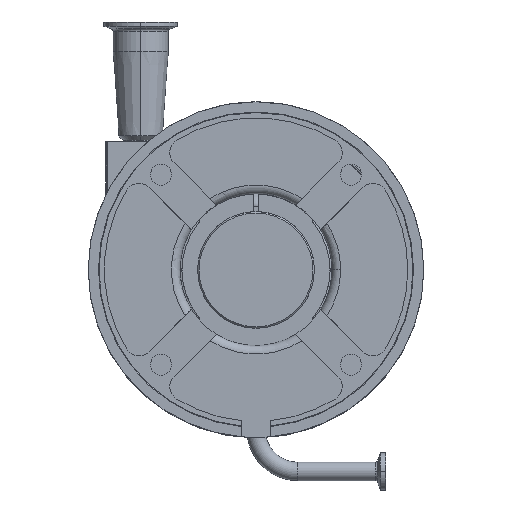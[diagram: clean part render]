
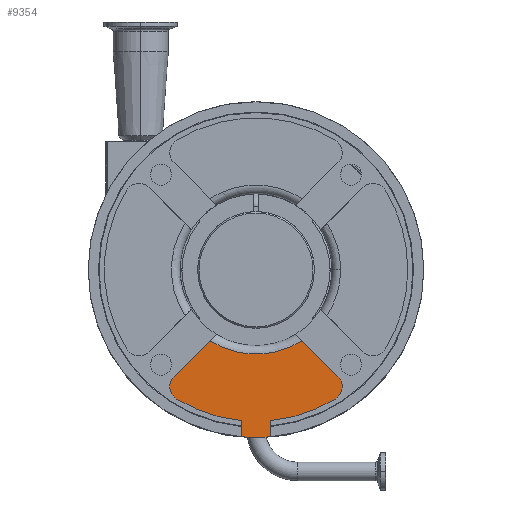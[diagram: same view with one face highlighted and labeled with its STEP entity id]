
A CAD part, top view. The second image highlights one B-rep face of the part: STEP entity #9354.
In plain terms, the highlighted planar face has unit normal (0, 0, 1).
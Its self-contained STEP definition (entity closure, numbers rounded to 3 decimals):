
#26 = EDGE_LOOP ( 'NONE', ( #3626, #8583, #10103, #3423, #1564, #4825, #7840, #3554, #8412, #8152, #1923 ) ) ;
#159 = CARTESIAN_POINT ( 'NONE',  ( 54.285, -88.708, -12. ) ) ;
#201 = VERTEX_POINT ( 'NONE', #8746 ) ;
#220 = PLANE ( 'NONE',  #2715 ) ;
#302 = CARTESIAN_POINT ( 'NONE',  ( 0., 0., -12. ) ) ;
#477 = DIRECTION ( 'NONE',  ( 1., 0., 0. ) ) ;
#514 = DIRECTION ( 'NONE',  ( -1., 0., 0. ) ) ;
#627 = CIRCLE ( 'NONE', #9339, 10. ) ;
#740 = CARTESIAN_POINT ( 'NONE',  ( 9.75, -103.542, -12. ) ) ;
#788 = CARTESIAN_POINT ( 'NONE',  ( 0., 0., -12. ) ) ;
#978 = CARTESIAN_POINT ( 'NONE',  ( -56.137, -73.107, -12. ) ) ;
#1157 = VERTEX_POINT ( 'NONE', #4742 ) ;
#1279 = CARTESIAN_POINT ( 'NONE',  ( -54.285, -88.708, -12. ) ) ;
#1463 = AXIS2_PLACEMENT_3D ( 'NONE', #10693, #7060, #9820 ) ;
#1564 = ORIENTED_EDGE ( 'NONE', *, *, #9118, .T. ) ;
#1573 = DIRECTION ( 'NONE',  ( 1., 0., 0. ) ) ;
#1646 = DIRECTION ( 'NONE',  ( 1., 0., 0. ) ) ;
#1777 = FACE_OUTER_BOUND ( 'NONE', #26, .T. ) ;
#1923 = ORIENTED_EDGE ( 'NONE', *, *, #4351, .T. ) ;
#2321 = VECTOR ( 'NONE', #10080, 1000. ) ;
#2707 = AXIS2_PLACEMENT_3D ( 'NONE', #6814, #10756, #5885 ) ;
#2715 = AXIS2_PLACEMENT_3D ( 'NONE', #788, #9359, #4009 ) ;
#3226 = VERTEX_POINT ( 'NONE', #159 ) ;
#3386 = VECTOR ( 'NONE', #7341, 1000. ) ;
#3423 = ORIENTED_EDGE ( 'NONE', *, *, #10127, .T. ) ;
#3436 = EDGE_CURVE ( 'NONE', #3558, #7057, #6410, .T. ) ;
#3550 = LINE ( 'NONE', #9263, #3386 ) ;
#3554 = ORIENTED_EDGE ( 'NONE', *, *, #8831, .F. ) ;
#3558 = VERTEX_POINT ( 'NONE', #3993 ) ;
#3620 = CARTESIAN_POINT ( 'NONE',  ( 9.75, -114.586, -12. ) ) ;
#3626 = ORIENTED_EDGE ( 'NONE', *, *, #3436, .T. ) ;
#3680 = DIRECTION ( 'NONE',  ( -0.707, 0.707, 0. ) ) ;
#3993 = CARTESIAN_POINT ( 'NONE',  ( 56.137, -73.107, -12. ) ) ;
#4009 = DIRECTION ( 'NONE',  ( -1., 0., 0. ) ) ;
#4170 = VERTEX_POINT ( 'NONE', #1279 ) ;
#4351 = EDGE_CURVE ( 'NONE', #1157, #3558, #627, .T. ) ;
#4742 = CARTESIAN_POINT ( 'NONE',  ( 59.066, -80.178, -12. ) ) ;
#4773 = VECTOR ( 'NONE', #3680, 1000. ) ;
#4825 = ORIENTED_EDGE ( 'NONE', *, *, #8244, .F. ) ;
#5196 = VECTOR ( 'NONE', #8932, 1000. ) ;
#5228 = CIRCLE ( 'NONE', #1463, 104. ) ;
#5251 = DIRECTION ( 'NONE',  ( 0., 0., 1. ) ) ;
#5328 = EDGE_CURVE ( 'NONE', #7463, #201, #5692, .T. ) ;
#5537 = CARTESIAN_POINT ( 'NONE',  ( 27.292, -44.262, -12. ) ) ;
#5692 = LINE ( 'NONE', #978, #5196 ) ;
#5716 = VERTEX_POINT ( 'NONE', #9353 ) ;
#5885 = DIRECTION ( 'NONE',  ( 1., 0., 0. ) ) ;
#6410 = LINE ( 'NONE', #5537, #4773 ) ;
#6604 = CARTESIAN_POINT ( 'NONE',  ( 31.64, -48.61, -12. ) ) ;
#6814 = CARTESIAN_POINT ( 'NONE',  ( 0., 0., -12. ) ) ;
#7057 = VERTEX_POINT ( 'NONE', #6604 ) ;
#7060 = DIRECTION ( 'NONE',  ( 0., 0., 1. ) ) ;
#7311 = AXIS2_PLACEMENT_3D ( 'NONE', #302, #8004, #8743 ) ;
#7341 = DIRECTION ( 'NONE',  ( 0., 1., 0. ) ) ;
#7346 = EDGE_CURVE ( 'NONE', #8309, #5716, #9194, .T. ) ;
#7411 = AXIS2_PLACEMENT_3D ( 'NONE', #10096, #7981, #1573 ) ;
#7463 = VERTEX_POINT ( 'NONE', #8876 ) ;
#7484 = AXIS2_PLACEMENT_3D ( 'NONE', #9138, #9072, #514 ) ;
#7499 = EDGE_CURVE ( 'NONE', #10337, #3226, #5228, .T. ) ;
#7840 = ORIENTED_EDGE ( 'NONE', *, *, #7346, .F. ) ;
#7892 = CARTESIAN_POINT ( 'NONE',  ( 9.75, -103.542, -12. ) ) ;
#7981 = DIRECTION ( 'NONE',  ( 0., 0., -1. ) ) ;
#8004 = DIRECTION ( 'NONE',  ( 0., 0., -1. ) ) ;
#8054 = CARTESIAN_POINT ( 'NONE',  ( 49.066, -80.178, -12. ) ) ;
#8083 = CIRCLE ( 'NONE', #2707, 104. ) ;
#8152 = ORIENTED_EDGE ( 'NONE', *, *, #10874, .T. ) ;
#8244 = EDGE_CURVE ( 'NONE', #5716, #11139, #3550, .T. ) ;
#8309 = VERTEX_POINT ( 'NONE', #3620 ) ;
#8412 = ORIENTED_EDGE ( 'NONE', *, *, #7499, .T. ) ;
#8485 = CIRCLE ( 'NONE', #8685, 10. ) ;
#8583 = ORIENTED_EDGE ( 'NONE', *, *, #11949, .T. ) ;
#8685 = AXIS2_PLACEMENT_3D ( 'NONE', #8054, #5251, #1646 ) ;
#8708 = CIRCLE ( 'NONE', #7311, 58. ) ;
#8743 = DIRECTION ( 'NONE',  ( 1., 0., 0. ) ) ;
#8746 = CARTESIAN_POINT ( 'NONE',  ( -56.137, -73.107, -12. ) ) ;
#8831 = EDGE_CURVE ( 'NONE', #10337, #8309, #10894, .T. ) ;
#8876 = CARTESIAN_POINT ( 'NONE',  ( -31.64, -48.61, -12. ) ) ;
#8932 = DIRECTION ( 'NONE',  ( -0.707, -0.707, 0. ) ) ;
#8981 = DIRECTION ( 'NONE',  ( 0., 0., 1. ) ) ;
#9072 = DIRECTION ( 'NONE',  ( 0., 0., 1. ) ) ;
#9100 = CIRCLE ( 'NONE', #7484, 10. ) ;
#9118 = EDGE_CURVE ( 'NONE', #4170, #11139, #8083, .T. ) ;
#9138 = CARTESIAN_POINT ( 'NONE',  ( -49.066, -80.178, -12. ) ) ;
#9194 = CIRCLE ( 'NONE', #7411, 115. ) ;
#9263 = CARTESIAN_POINT ( 'NONE',  ( -9.75, -114.586, -12. ) ) ;
#9339 = AXIS2_PLACEMENT_3D ( 'NONE', #9921, #8981, #477 ) ;
#9353 = CARTESIAN_POINT ( 'NONE',  ( -9.75, -114.586, -12. ) ) ;
#9354 = ADVANCED_FACE ( 'NONE', ( #1777 ), #220, .T. ) ;
#9359 = DIRECTION ( 'NONE',  ( 0., 0., 1. ) ) ;
#9820 = DIRECTION ( 'NONE',  ( 1., 0., 0. ) ) ;
#9921 = CARTESIAN_POINT ( 'NONE',  ( 49.066, -80.178, -12. ) ) ;
#10080 = DIRECTION ( 'NONE',  ( 0., -1., 0. ) ) ;
#10096 = CARTESIAN_POINT ( 'NONE',  ( 0., 0., -12. ) ) ;
#10103 = ORIENTED_EDGE ( 'NONE', *, *, #5328, .T. ) ;
#10127 = EDGE_CURVE ( 'NONE', #201, #4170, #9100, .T. ) ;
#10337 = VERTEX_POINT ( 'NONE', #7892 ) ;
#10693 = CARTESIAN_POINT ( 'NONE',  ( 0., 0., -12. ) ) ;
#10726 = CARTESIAN_POINT ( 'NONE',  ( -9.75, -103.542, -12. ) ) ;
#10756 = DIRECTION ( 'NONE',  ( 0., 0., 1. ) ) ;
#10874 = EDGE_CURVE ( 'NONE', #3226, #1157, #8485, .T. ) ;
#10894 = LINE ( 'NONE', #740, #2321 ) ;
#11139 = VERTEX_POINT ( 'NONE', #10726 ) ;
#11949 = EDGE_CURVE ( 'NONE', #7057, #7463, #8708, .T. ) ;
